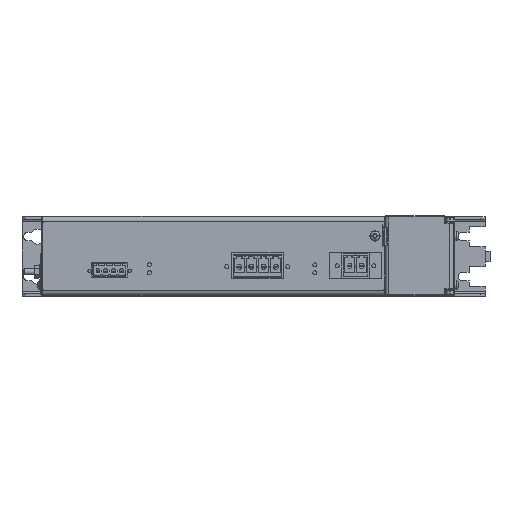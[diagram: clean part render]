
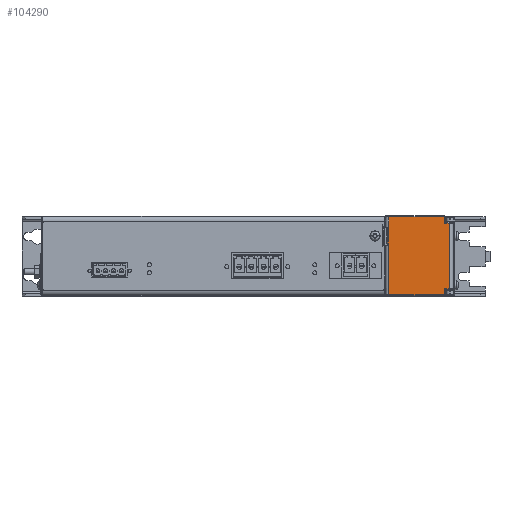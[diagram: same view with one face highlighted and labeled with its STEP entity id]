
A CAD part, top view. The second image highlights one B-rep face of the part: STEP entity #104290.
In plain terms, the highlighted face is planar.
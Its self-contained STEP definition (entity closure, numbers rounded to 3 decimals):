
#101023=DIRECTION('',(1.,0.,0.));
#101024=VECTOR('',#101023,3.95);
#101025=CARTESIAN_POINT('',(-24.5,0.,37.));
#101026=LINE('',#101025,#101024);
#101030=DIRECTION('',(0.,0.,1.));
#101031=VECTOR('',#101030,35.);
#101032=CARTESIAN_POINT('',(-24.5,0.,2.));
#101033=LINE('',#101032,#101031);
#101037=DIRECTION('',(1.,0.,0.));
#101038=VECTOR('',#101037,31.25);
#101039=CARTESIAN_POINT('',(-24.5,0.,2.));
#101040=LINE('',#101039,#101038);
#101044=DIRECTION('',(0.,0.,-1.));
#101045=VECTOR('',#101044,0.2);
#101046=CARTESIAN_POINT('',(6.75,0.,2.));
#101047=LINE('',#101046,#101045);
#101051=DIRECTION('',(1.,0.,0.));
#101052=VECTOR('',#101051,11.);
#101053=CARTESIAN_POINT('',(6.75,0.,1.8));
#101054=LINE('',#101053,#101052);
#101058=DIRECTION('',(0.,0.,-1.));
#101059=VECTOR('',#101058,0.2);
#101060=CARTESIAN_POINT('',(17.75,0.,2.));
#101061=LINE('',#101060,#101059);
#101065=DIRECTION('',(1.,0.,0.));
#101066=VECTOR('',#101065,6.75);
#101067=CARTESIAN_POINT('',(17.75,0.,2.));
#101068=LINE('',#101067,#101066);
#101072=DIRECTION('',(0.,0.,-1.));
#101073=VECTOR('',#101072,35.);
#101074=CARTESIAN_POINT('',(24.5,0.,37.));
#101075=LINE('',#101074,#101073);
#101079=DIRECTION('',(1.,0.,0.));
#101080=VECTOR('',#101079,3.95);
#101081=CARTESIAN_POINT('',(20.55,0.,37.));
#101082=LINE('',#101081,#101080);
#101086=DIRECTION('',(0.,0.,-1.));
#101087=VECTOR('',#101086,3.);
#101088=CARTESIAN_POINT('',(20.55,0.,40.));
#101089=LINE('',#101088,#101087);
#101093=DIRECTION('',(-1.,0.,0.));
#101094=VECTOR('',#101093,41.1);
#101095=CARTESIAN_POINT('',(20.55,0.,40.));
#101096=LINE('',#101095,#101094);
#101100=DIRECTION('',(0.,0.,1.));
#101101=VECTOR('',#101100,3.);
#101102=CARTESIAN_POINT('',(-20.55,0.,37.));
#101103=LINE('',#101102,#101101);
#103731=CARTESIAN_POINT('',(6.75,0.,2.));
#103732=CARTESIAN_POINT('',(6.75,0.,1.8));
#103733=VERTEX_POINT('',#103731);
#103734=VERTEX_POINT('',#103732);
#103735=CARTESIAN_POINT('',(17.75,0.,2.));
#103736=CARTESIAN_POINT('',(17.75,0.,1.8));
#103737=VERTEX_POINT('',#103735);
#103738=VERTEX_POINT('',#103736);
#103875=CARTESIAN_POINT('',(-24.5,0.,37.));
#103876=CARTESIAN_POINT('',(-20.55,0.,37.));
#103877=VERTEX_POINT('',#103875);
#103878=VERTEX_POINT('',#103876);
#103893=CARTESIAN_POINT('',(20.55,0.,40.));
#103894=CARTESIAN_POINT('',(20.55,0.,37.));
#103895=VERTEX_POINT('',#103893);
#103896=VERTEX_POINT('',#103894);
#103901=CARTESIAN_POINT('',(24.5,0.,37.));
#103902=VERTEX_POINT('',#103901);
#103909=CARTESIAN_POINT('',(24.5,0.,2.));
#103910=VERTEX_POINT('',#103909);
#104009=CARTESIAN_POINT('',(-20.55,0.,40.));
#104010=VERTEX_POINT('',#104009);
#104037=CARTESIAN_POINT('',(-24.5,0.,2.));
#104038=VERTEX_POINT('',#104037);
#104261=CARTESIAN_POINT('',(25.,0.,0.));
#104262=DIRECTION('',(0.,1.,0.));
#104263=DIRECTION('',(-1.,0.,0.));
#104264=AXIS2_PLACEMENT_3D('',#104261,#104262,#104263);
#104265=PLANE('',#104264);
#104267=ORIENTED_EDGE('',*,*,#104266,.F.);
#104269=ORIENTED_EDGE('',*,*,#104268,.F.);
#104271=ORIENTED_EDGE('',*,*,#104270,.T.);
#104273=ORIENTED_EDGE('',*,*,#104272,.T.);
#104275=ORIENTED_EDGE('',*,*,#104274,.T.);
#104277=ORIENTED_EDGE('',*,*,#104276,.F.);
#104278=ORIENTED_EDGE('',*,*,#104225,.T.);
#104279=ORIENTED_EDGE('',*,*,#104252,.F.);
#104281=ORIENTED_EDGE('',*,*,#104280,.F.);
#104283=ORIENTED_EDGE('',*,*,#104282,.F.);
#104285=ORIENTED_EDGE('',*,*,#104284,.T.);
#104287=ORIENTED_EDGE('',*,*,#104286,.F.);
#104288=EDGE_LOOP('',(#104267,#104269,#104271,#104273,#104275,#104277,#104278,
#104279,#104281,#104283,#104285,#104287));
#104289=FACE_OUTER_BOUND('',#104288,.F.);
#104225=EDGE_CURVE('',#103737,#103910,#101068,.T.);
#104252=EDGE_CURVE('',#103902,#103910,#101075,.T.);
#104266=EDGE_CURVE('',#103877,#103878,#101026,.T.);
#104268=EDGE_CURVE('',#104038,#103877,#101033,.T.);
#104270=EDGE_CURVE('',#104038,#103733,#101040,.T.);
#104272=EDGE_CURVE('',#103733,#103734,#101047,.T.);
#104274=EDGE_CURVE('',#103734,#103738,#101054,.T.);
#104276=EDGE_CURVE('',#103737,#103738,#101061,.T.);
#104280=EDGE_CURVE('',#103896,#103902,#101082,.T.);
#104282=EDGE_CURVE('',#103895,#103896,#101089,.T.);
#104284=EDGE_CURVE('',#103895,#104010,#101096,.T.);
#104286=EDGE_CURVE('',#103878,#104010,#101103,.T.);
#104290=ADVANCED_FACE('',(#104289),#104265,.T.);
